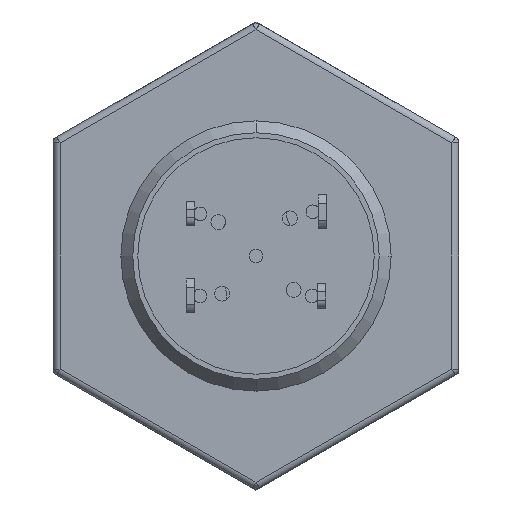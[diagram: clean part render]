
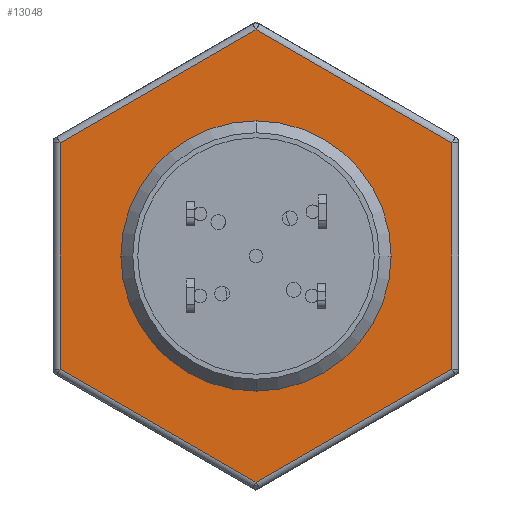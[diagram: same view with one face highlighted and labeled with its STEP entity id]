
A CAD part, front view. The second image highlights one B-rep face of the part: STEP entity #13048.
In plain terms, the highlighted planar face has unit normal (0, -1, 0).
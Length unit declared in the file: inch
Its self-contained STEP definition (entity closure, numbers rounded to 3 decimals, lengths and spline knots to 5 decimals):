
#843 = CARTESIAN_POINT ( 'NONE',  ( -0.54202, -2.31746, 2.0742 ) ) ;
#845 = DIRECTION ( 'NONE',  ( 0., -1., 0. ) ) ;
#847 = DIRECTION ( 'NONE',  ( 0., 0., 1. ) ) ;
#1822 = CIRCLE ( 'NONE', #3082, 0.47045 ) ;
#2353 = VECTOR ( 'NONE', #8075, 39.37008 ) ;
#2354 = CIRCLE ( 'NONE', #3324, 0.47045 ) ;
#2355 = VECTOR ( 'NONE', #8073, 39.37008 ) ;
#2356 = LINE ( 'NONE', #8074, #2353 ) ;
#2357 = VECTOR ( 'NONE', #8071, 39.37008 ) ;
#2358 = LINE ( 'NONE', #8072, #2355 ) ;
#2359 = VECTOR ( 'NONE', #8069, 39.37008 ) ;
#2360 = LINE ( 'NONE', #8070, #2357 ) ;
#2361 = VECTOR ( 'NONE', #8067, 39.37008 ) ;
#2362 = LINE ( 'NONE', #8068, #2359 ) ;
#2363 = VECTOR ( 'NONE', #8058, 39.37008 ) ;
#2364 = LINE ( 'NONE', #8066, #2361 ) ;
#2365 = LINE ( 'NONE', #8057, #2363 ) ;
#2894 = AXIS2_PLACEMENT_3D ( 'NONE', #8613, #8618, #8619 ) ;
#3082 = AXIS2_PLACEMENT_3D ( 'NONE', #843, #845, #847 ) ;
#3324 = AXIS2_PLACEMENT_3D ( 'NONE', #8077, #8078, #8079 ) ;
#4590 = VERTEX_POINT ( 'NONE', #9191 ) ;
#4594 = VERTEX_POINT ( 'NONE', #9169 ) ;
#4597 = VERTEX_POINT ( 'NONE', #9154 ) ;
#4598 = VERTEX_POINT ( 'NONE', #9153 ) ;
#4599 = VERTEX_POINT ( 'NONE', #9150 ) ;
#4601 = VERTEX_POINT ( 'NONE', #9135 ) ;
#5329 = FACE_OUTER_BOUND ( 'NONE', #12152, .T. ) ;
#5335 = FACE_BOUND ( 'NONE', #12173, .T. ) ;
#5970 = VERTEX_POINT ( 'NONE', #9083 ) ;
#6353 = VERTEX_POINT ( 'NONE', #10814 ) ;
#8057 = CARTESIAN_POINT ( 'NONE',  ( -0.54202, -2.31746, 1.23704 ) ) ;
#8058 = DIRECTION ( 'NONE',  ( -0.866, 0., 0.5 ) ) ;
#8066 = CARTESIAN_POINT ( 'NONE',  ( -1.26702, -2.31746, 3.37324 ) ) ;
#8067 = DIRECTION ( 'NONE',  ( 0., 0., 1. ) ) ;
#8068 = CARTESIAN_POINT ( 'NONE',  ( -1.26702, -2.31746, 2.49278 ) ) ;
#8069 = DIRECTION ( 'NONE',  ( 0.866, 0., 0.5 ) ) ;
#8070 = CARTESIAN_POINT ( 'NONE',  ( -0.54202, -2.31746, 2.91136 ) ) ;
#8071 = DIRECTION ( 'NONE',  ( 0.866, 0., -0.5 ) ) ;
#8072 = CARTESIAN_POINT ( 'NONE',  ( 0.18298, -2.31746, 3.37324 ) ) ;
#8073 = DIRECTION ( 'NONE',  ( 0., 0., -1. ) ) ;
#8074 = CARTESIAN_POINT ( 'NONE',  ( 0.18298, -2.31746, 1.65562 ) ) ;
#8075 = DIRECTION ( 'NONE',  ( -0.866, 0., -0.5 ) ) ;
#8077 = CARTESIAN_POINT ( 'NONE',  ( -0.54202, -2.31746, 2.0742 ) ) ;
#8078 = DIRECTION ( 'NONE',  ( 0., -1., 0. ) ) ;
#8079 = DIRECTION ( 'NONE',  ( 0., 0., 1. ) ) ;
#8613 = CARTESIAN_POINT ( 'NONE',  ( 0.20798, -2.31746, 3.37324 ) ) ;
#8616 = PLANE ( 'NONE',  #2894 ) ;
#8618 = DIRECTION ( 'NONE',  ( 0., 1., 0. ) ) ;
#8619 = DIRECTION ( 'NONE',  ( 0., 0., 1. ) ) ;
#9083 = CARTESIAN_POINT ( 'NONE',  ( -0.54202, -2.31746, 1.60375 ) ) ;
#9135 = CARTESIAN_POINT ( 'NONE',  ( -0.54202, -2.31746, 1.23704 ) ) ;
#9150 = CARTESIAN_POINT ( 'NONE',  ( 0.18298, -2.31746, 2.49278 ) ) ;
#9153 = CARTESIAN_POINT ( 'NONE',  ( -1.26702, -2.31746, 2.49278 ) ) ;
#9154 = CARTESIAN_POINT ( 'NONE',  ( 0.18298, -2.31746, 1.65562 ) ) ;
#9169 = CARTESIAN_POINT ( 'NONE',  ( -0.54202, -2.31746, 2.91136 ) ) ;
#9191 = CARTESIAN_POINT ( 'NONE',  ( -1.26702, -2.31746, 1.65562 ) ) ;
#9376 = EDGE_CURVE ( 'NONE', #4601, #4590, #2365, .T. ) ;
#9377 = EDGE_CURVE ( 'NONE', #4590, #4598, #2364, .T. ) ;
#9378 = EDGE_CURVE ( 'NONE', #4598, #4594, #2362, .T. ) ;
#9379 = EDGE_CURVE ( 'NONE', #4594, #4599, #2360, .T. ) ;
#9380 = EDGE_CURVE ( 'NONE', #4599, #4597, #2358, .T. ) ;
#9381 = EDGE_CURVE ( 'NONE', #4597, #4601, #2356, .T. ) ;
#9382 = EDGE_CURVE ( 'NONE', #6353, #5970, #2354, .T. ) ;
#10814 = CARTESIAN_POINT ( 'NONE',  ( -0.54202, -2.31746, 2.54464 ) ) ;
#11031 = EDGE_CURVE ( 'NONE', #5970, #6353, #1822, .T. ) ;
#11977 = ORIENTED_EDGE ( 'NONE', *, *, #9382, .F. ) ;
#11978 = ORIENTED_EDGE ( 'NONE', *, *, #11031, .F. ) ;
#11979 = ORIENTED_EDGE ( 'NONE', *, *, #9380, .F. ) ;
#11980 = ORIENTED_EDGE ( 'NONE', *, *, #9379, .F. ) ;
#11981 = ORIENTED_EDGE ( 'NONE', *, *, #9378, .F. ) ;
#11982 = ORIENTED_EDGE ( 'NONE', *, *, #9377, .F. ) ;
#11983 = ORIENTED_EDGE ( 'NONE', *, *, #9376, .F. ) ;
#11984 = ORIENTED_EDGE ( 'NONE', *, *, #9381, .F. ) ;
#12152 = EDGE_LOOP ( 'NONE', ( #11979, #11980, #11981, #11982, #11983, #11984 ) ) ;
#12173 = EDGE_LOOP ( 'NONE', ( #11977, #11978 ) ) ;
#13048 = ADVANCED_FACE ( 'NONE', ( #5335, #5329 ), #8616, .F. ) ;
